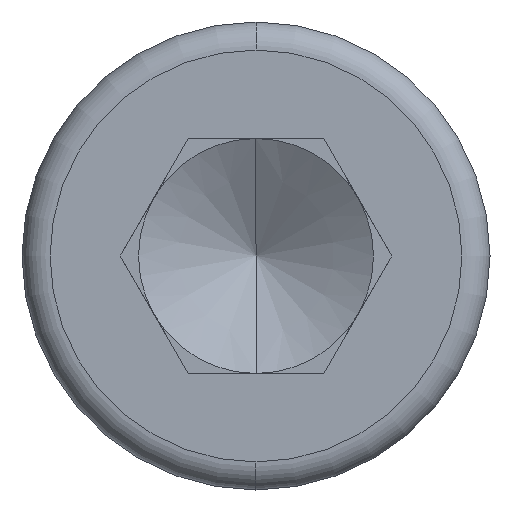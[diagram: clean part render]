
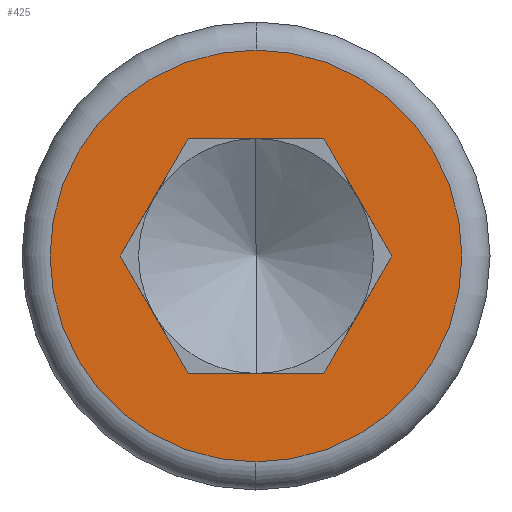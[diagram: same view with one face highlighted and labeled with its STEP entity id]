
A CAD part, left-side view. The second image highlights one B-rep face of the part: STEP entity #425.
In plain terms, the highlighted planar face has unit normal (-1, 0, 0).
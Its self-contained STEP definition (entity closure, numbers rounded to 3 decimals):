
#10 = CARTESIAN_POINT ( 'NONE',  ( 0., 0., 4.4 ) ) ;
#11 = CARTESIAN_POINT ( 'NONE',  ( 0., -1.449, 2.51 ) ) ;
#27 = VERTEX_POINT ( 'NONE', #525 ) ;
#48 = DIRECTION ( 'NONE',  ( 0., 1., 0. ) ) ;
#51 = CARTESIAN_POINT ( 'NONE',  ( 0., 0., 0. ) ) ;
#66 = ORIENTED_EDGE ( 'NONE', *, *, #661, .F. ) ;
#89 = VERTEX_POINT ( 'NONE', #605 ) ;
#92 = FACE_OUTER_BOUND ( 'NONE', #479, .T. ) ;
#101 = VERTEX_POINT ( 'NONE', #552 ) ;
#104 = ORIENTED_EDGE ( 'NONE', *, *, #110, .T. ) ;
#105 = CARTESIAN_POINT ( 'NONE',  ( 0., 1.449, -2.51 ) ) ;
#107 = AXIS2_PLACEMENT_3D ( 'NONE', #51, #673, #732 ) ;
#108 = LINE ( 'NONE', #171, #692 ) ;
#110 = EDGE_CURVE ( 'NONE', #353, #749, #451, .T. ) ;
#116 = DIRECTION ( 'NONE',  ( -1., 0., 0. ) ) ;
#125 = DIRECTION ( 'NONE',  ( 0., -0.5, -0.866 ) ) ;
#129 = LINE ( 'NONE', #378, #519 ) ;
#145 = FACE_BOUND ( 'NONE', #469, .T. ) ;
#154 = EDGE_CURVE ( 'NONE', #749, #353, #409, .T. ) ;
#156 = EDGE_CURVE ( 'NONE', #89, #441, #356, .T. ) ;
#171 = CARTESIAN_POINT ( 'NONE',  ( 0., -2.898, 0. ) ) ;
#191 = CARTESIAN_POINT ( 'NONE',  ( 0., -1.449, 2.51 ) ) ;
#201 = CARTESIAN_POINT ( 'NONE',  ( 0., -1.449, -2.51 ) ) ;
#226 = CARTESIAN_POINT ( 'NONE',  ( 0., -2.898, 0. ) ) ;
#278 = DIRECTION ( 'NONE',  ( 0., 0., 1. ) ) ;
#282 = VECTOR ( 'NONE', #359, 1000. ) ;
#287 = LINE ( 'NONE', #105, #282 ) ;
#298 = DIRECTION ( 'NONE',  ( 0., 0., 1. ) ) ;
#314 = LINE ( 'NONE', #191, #595 ) ;
#332 = PLANE ( 'NONE',  #668 ) ;
#344 = EDGE_CURVE ( 'NONE', #27, #441, #563, .T. ) ;
#353 = VERTEX_POINT ( 'NONE', #400 ) ;
#356 = LINE ( 'NONE', #724, #396 ) ;
#359 = DIRECTION ( 'NONE',  ( 0., -1., 0. ) ) ;
#378 = CARTESIAN_POINT ( 'NONE',  ( 0., 2.898, 0. ) ) ;
#382 = DIRECTION ( 'NONE',  ( -1., 0., 0. ) ) ;
#396 = VECTOR ( 'NONE', #412, 1000. ) ;
#398 = ORIENTED_EDGE ( 'NONE', *, *, #154, .T. ) ;
#400 = CARTESIAN_POINT ( 'NONE',  ( 0., 0., -4.4 ) ) ;
#409 = CIRCLE ( 'NONE', #737, 4.4 ) ;
#412 = DIRECTION ( 'NONE',  ( 0., -0.5, 0.866 ) ) ;
#425 = ADVANCED_FACE ( 'NONE', ( #145, #92 ), #332, .T. ) ;
#436 = ORIENTED_EDGE ( 'NONE', *, *, #344, .F. ) ;
#441 = VERTEX_POINT ( 'NONE', #706 ) ;
#451 = CIRCLE ( 'NONE', #107, 4.4 ) ;
#469 = EDGE_LOOP ( 'NONE', ( #643, #436, #522, #517, #579, #66 ) ) ;
#479 = EDGE_LOOP ( 'NONE', ( #398, #104 ) ) ;
#516 = EDGE_CURVE ( 'NONE', #101, #704, #287, .T. ) ;
#517 = ORIENTED_EDGE ( 'NONE', *, *, #578, .T. ) ;
#519 = VECTOR ( 'NONE', #125, 1000. ) ;
#522 = ORIENTED_EDGE ( 'NONE', *, *, #745, .T. ) ;
#524 = CARTESIAN_POINT ( 'NONE',  ( 0., 0., 0. ) ) ;
#525 = CARTESIAN_POINT ( 'NONE',  ( 0., -1.449, 2.51 ) ) ;
#550 = VERTEX_POINT ( 'NONE', #226 ) ;
#552 = CARTESIAN_POINT ( 'NONE',  ( 0., 1.449, -2.51 ) ) ;
#563 = LINE ( 'NONE', #11, #574 ) ;
#574 = VECTOR ( 'NONE', #48, 1000. ) ;
#578 = EDGE_CURVE ( 'NONE', #550, #704, #108, .T. ) ;
#579 = ORIENTED_EDGE ( 'NONE', *, *, #516, .F. ) ;
#595 = VECTOR ( 'NONE', #735, 1000. ) ;
#605 = CARTESIAN_POINT ( 'NONE',  ( 0., 2.898, 0. ) ) ;
#643 = ORIENTED_EDGE ( 'NONE', *, *, #156, .T. ) ;
#660 = DIRECTION ( 'NONE',  ( 0., 0.5, -0.866 ) ) ;
#661 = EDGE_CURVE ( 'NONE', #89, #101, #129, .T. ) ;
#663 = CARTESIAN_POINT ( 'NONE',  ( 0., 0., 0. ) ) ;
#668 = AXIS2_PLACEMENT_3D ( 'NONE', #524, #382, #278 ) ;
#673 = DIRECTION ( 'NONE',  ( -1., 0., 0. ) ) ;
#692 = VECTOR ( 'NONE', #660, 1000. ) ;
#704 = VERTEX_POINT ( 'NONE', #201 ) ;
#706 = CARTESIAN_POINT ( 'NONE',  ( 0., 1.449, 2.51 ) ) ;
#724 = CARTESIAN_POINT ( 'NONE',  ( 0., 2.898, 0. ) ) ;
#732 = DIRECTION ( 'NONE',  ( 0., 0., 1. ) ) ;
#735 = DIRECTION ( 'NONE',  ( 0., -0.5, -0.866 ) ) ;
#737 = AXIS2_PLACEMENT_3D ( 'NONE', #663, #116, #298 ) ;
#745 = EDGE_CURVE ( 'NONE', #27, #550, #314, .T. ) ;
#749 = VERTEX_POINT ( 'NONE', #10 ) ;
